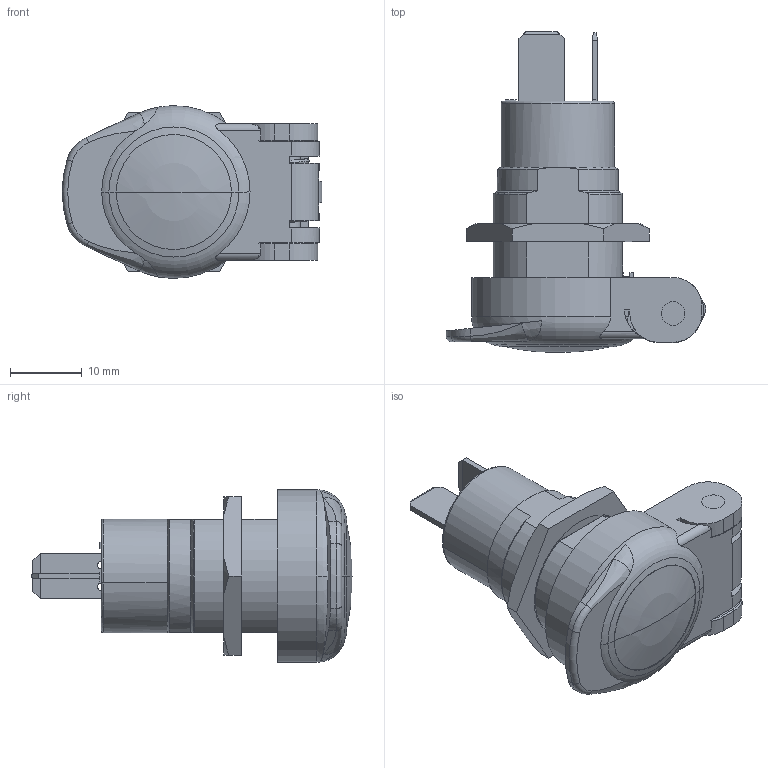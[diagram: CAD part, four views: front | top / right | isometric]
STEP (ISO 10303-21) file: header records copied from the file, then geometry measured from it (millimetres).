
FILE_DESCRIPTION((''),'2;1');
FILE_NAME('151059-290601-2P-HDLD_SW0001','2013-11-29T',('tema'),(''),'PRO/ENGINEER BY PARAMETRIC TECHNOLOGY CORPORATION, 2012480','PRO/ENGINEER BY PARAMETRIC TECHNOLOGY CORPORATION, 2012480','');
FILE_SCHEMA(('CONFIG_CONTROL_DESIGN'));
Length unit declared in the file: millimetre
Products named in the file (1): 151059-290601-2P-HDLD_SW0001
Bounding box: 36.04 x 44.6 x 23.99 mm (x, y, z)
Volume: 8810 mm3; surface area: 7823.5 mm2
Topology: 1 solids, 1 shells, 446 faces, 1332 edges, 846 vertices
Faces by surface type: plane 247, cylinder 111, cone 32, torus 30, bspline 18, sphere 8
Entity records: 21854 total; most frequent: CARTESIAN_POINT 9940, ORIENTED_EDGE 2656, DIRECTION 2349, EDGE_CURVE 1328, VERTEX_POINT 846, AXIS2_PLACEMENT_3D 800, VECTOR 749, LINE 749
